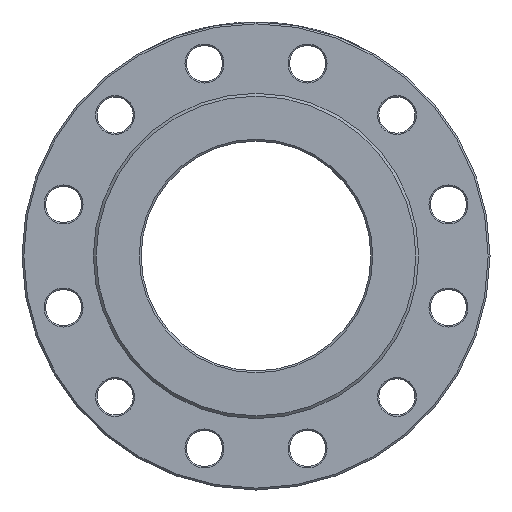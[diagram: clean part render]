
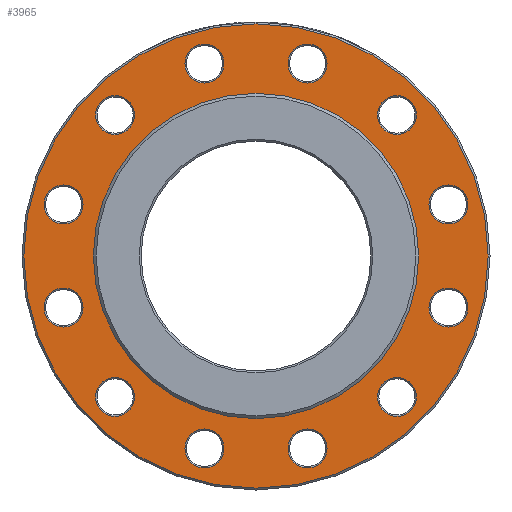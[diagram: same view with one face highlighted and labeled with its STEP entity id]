
A CAD part, left-side view. The second image highlights one B-rep face of the part: STEP entity #3965.
In plain terms, the highlighted planar face has unit normal (-1, 0, 0).
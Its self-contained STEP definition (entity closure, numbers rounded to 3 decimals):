
#17 = AXIS2_PLACEMENT_3D ( 'NONE', #5763, #4244, #4676 ) ;
#27 = VERTEX_POINT ( 'NONE', #1687 ) ;
#83 = CARTESIAN_POINT ( 'NONE',  ( 3., -152.028, 152.028 ) ) ;
#126 = FACE_BOUND ( 'NONE', #2656, .T. ) ;
#138 = CARTESIAN_POINT ( 'NONE',  ( 3., -76.646, -207.674 ) ) ;
#218 = CIRCLE ( 'NONE', #5644, 175.5 ) ;
#232 = DIRECTION ( 'NONE',  ( 0., 0., -1. ) ) ;
#294 = DIRECTION ( 'NONE',  ( 1., 0., 0. ) ) ;
#305 = FACE_BOUND ( 'NONE', #4791, .T. ) ;
#317 = VERTEX_POINT ( 'NONE', #2513 ) ;
#403 = EDGE_CURVE ( 'NONE', #6152, #6152, #3298, .T. ) ;
#415 = ORIENTED_EDGE ( 'NONE', *, *, #4965, .T. ) ;
#435 = AXIS2_PLACEMENT_3D ( 'NONE', #83, #4505, #5547 ) ;
#463 = EDGE_LOOP ( 'NONE', ( #2955 ) ) ;
#481 = CIRCLE ( 'NONE', #4530, 21. ) ;
#505 = DIRECTION ( 'NONE',  ( 1., 0., 0. ) ) ;
#549 = EDGE_CURVE ( 'NONE', #1185, #1185, #2829, .T. ) ;
#574 = CARTESIAN_POINT ( 'NONE',  ( 3., 76.646, 207.674 ) ) ;
#621 = DIRECTION ( 'NONE',  ( 0., 0., -1. ) ) ;
#771 = PLANE ( 'NONE',  #1378 ) ;
#781 = CIRCLE ( 'NONE', #6921, 21. ) ;
#794 = DIRECTION ( 'NONE',  ( 0., -1., 0. ) ) ;
#845 = CIRCLE ( 'NONE', #2117, 21. ) ;
#890 = CARTESIAN_POINT ( 'NONE',  ( 3., 0., 175.5 ) ) ;
#891 = CARTESIAN_POINT ( 'NONE',  ( 3., 152.028, -152.028 ) ) ;
#983 = EDGE_CURVE ( 'NONE', #5603, #5603, #3986, .T. ) ;
#1027 = EDGE_LOOP ( 'NONE', ( #5991 ) ) ;
#1099 = CIRCLE ( 'NONE', #6994, 21. ) ;
#1145 = CARTESIAN_POINT ( 'NONE',  ( 3., 37.46, -218.174 ) ) ;
#1185 = VERTEX_POINT ( 'NONE', #138 ) ;
#1211 = EDGE_LOOP ( 'NONE', ( #6473 ) ) ;
#1252 = EDGE_CURVE ( 'NONE', #27, #27, #2145, .T. ) ;
#1261 = VERTEX_POINT ( 'NONE', #574 ) ;
#1285 = CARTESIAN_POINT ( 'NONE',  ( 3., 175.5, 0. ) ) ;
#1297 = VERTEX_POINT ( 'NONE', #5167 ) ;
#1378 = AXIS2_PLACEMENT_3D ( 'NONE', #1285, #2461, #232 ) ;
#1409 = AXIS2_PLACEMENT_3D ( 'NONE', #6727, #6695, #7159 ) ;
#1545 = EDGE_LOOP ( 'NONE', ( #4239 ) ) ;
#1618 = CARTESIAN_POINT ( 'NONE',  ( 3., -207.674, 55.646 ) ) ;
#1687 = CARTESIAN_POINT ( 'NONE',  ( 3., 141.528, -170.214 ) ) ;
#1767 = DIRECTION ( 'NONE',  ( 0., 0., 1. ) ) ;
#1775 = ORIENTED_EDGE ( 'NONE', *, *, #1252, .T. ) ;
#1793 = AXIS2_PLACEMENT_3D ( 'NONE', #7011, #505, #2634 ) ;
#1794 = CARTESIAN_POINT ( 'NONE',  ( 3., 207.674, -76.646 ) ) ;
#1820 = EDGE_CURVE ( 'NONE', #1261, #1261, #1099, .T. ) ;
#1863 = EDGE_CURVE ( 'NONE', #6761, #6761, #5039, .T. ) ;
#1892 = CARTESIAN_POINT ( 'NONE',  ( 3., 170.214, 141.528 ) ) ;
#1900 = CARTESIAN_POINT ( 'NONE',  ( 3., 152.028, 152.028 ) ) ;
#1972 = DIRECTION ( 'NONE',  ( 1., 0., 0. ) ) ;
#2008 = CARTESIAN_POINT ( 'NONE',  ( 3., -55.646, -207.674 ) ) ;
#2083 = EDGE_CURVE ( 'NONE', #2854, #2854, #4302, .T. ) ;
#2117 = AXIS2_PLACEMENT_3D ( 'NONE', #4928, #6597, #621 ) ;
#2145 = CIRCLE ( 'NONE', #5847, 21. ) ;
#2193 = AXIS2_PLACEMENT_3D ( 'NONE', #2450, #294, #6557 ) ;
#2271 = VERTEX_POINT ( 'NONE', #1794 ) ;
#2379 = DIRECTION ( 'NONE',  ( 1., 0., 0. ) ) ;
#2394 = FACE_BOUND ( 'NONE', #6858, .T. ) ;
#2413 = DIRECTION ( 'NONE',  ( 0., 0.866, -0.5 ) ) ;
#2439 = VERTEX_POINT ( 'NONE', #1892 ) ;
#2450 = CARTESIAN_POINT ( 'NONE',  ( 3., -55.646, 207.674 ) ) ;
#2461 = DIRECTION ( 'NONE',  ( 1., 0., 0. ) ) ;
#2484 = AXIS2_PLACEMENT_3D ( 'NONE', #6267, #2379, #4126 ) ;
#2513 = CARTESIAN_POINT ( 'NONE',  ( 3., -207.674, 76.646 ) ) ;
#2586 = DIRECTION ( 'NONE',  ( 1., 0., 0. ) ) ;
#2609 = CARTESIAN_POINT ( 'NONE',  ( 3., -207.674, -55.646 ) ) ;
#2619 = EDGE_LOOP ( 'NONE', ( #3270 ) ) ;
#2634 = DIRECTION ( 'NONE',  ( 0., -0.866, 0.5 ) ) ;
#2656 = EDGE_LOOP ( 'NONE', ( #3790 ) ) ;
#2829 = CIRCLE ( 'NONE', #6409, 21. ) ;
#2854 = VERTEX_POINT ( 'NONE', #1145 ) ;
#2955 = ORIENTED_EDGE ( 'NONE', *, *, #6124, .T. ) ;
#3270 = ORIENTED_EDGE ( 'NONE', *, *, #2083, .T. ) ;
#3298 = CIRCLE ( 'NONE', #6301, 21. ) ;
#3300 = EDGE_CURVE ( 'NONE', #2271, #2271, #845, .T. ) ;
#3431 = ORIENTED_EDGE ( 'NONE', *, *, #5282, .F. ) ;
#3525 = FACE_OUTER_BOUND ( 'NONE', #3819, .T. ) ;
#3575 = VERTEX_POINT ( 'NONE', #5232 ) ;
#3652 = DIRECTION ( 'NONE',  ( 1., 0., 0. ) ) ;
#3790 = ORIENTED_EDGE ( 'NONE', *, *, #983, .T. ) ;
#3819 = EDGE_LOOP ( 'NONE', ( #3892 ) ) ;
#3832 = DIRECTION ( 'NONE',  ( 0., 0., 1. ) ) ;
#3892 = ORIENTED_EDGE ( 'NONE', *, *, #6660, .T. ) ;
#3938 = CARTESIAN_POINT ( 'NONE',  ( 3., -170.214, -141.528 ) ) ;
#3955 = ORIENTED_EDGE ( 'NONE', *, *, #403, .T. ) ;
#3965 = ADVANCED_FACE ( 'NONE', ( #126, #5081, #4546, #5516, #4936, #4035, #4613, #305, #4070, #5186, #6848, #2394, #3525, #6315 ), #771, .F. ) ;
#3986 = CIRCLE ( 'NONE', #2484, 21. ) ;
#4035 = FACE_BOUND ( 'NONE', #4293, .T. ) ;
#4070 = FACE_BOUND ( 'NONE', #1545, .T. ) ;
#4126 = DIRECTION ( 'NONE',  ( 0., 0.5, -0.866 ) ) ;
#4239 = ORIENTED_EDGE ( 'NONE', *, *, #549, .T. ) ;
#4244 = DIRECTION ( 'NONE',  ( -1., 0., 0. ) ) ;
#4259 = EDGE_LOOP ( 'NONE', ( #415 ) ) ;
#4293 = EDGE_LOOP ( 'NONE', ( #5664 ) ) ;
#4302 = CIRCLE ( 'NONE', #1409, 21. ) ;
#4505 = DIRECTION ( 'NONE',  ( 1., 0., 0. ) ) ;
#4530 = AXIS2_PLACEMENT_3D ( 'NONE', #1900, #3652, #2413 ) ;
#4546 = FACE_BOUND ( 'NONE', #1027, .T. ) ;
#4613 = FACE_BOUND ( 'NONE', #5301, .T. ) ;
#4676 = DIRECTION ( 'NONE',  ( 0., 0., -1. ) ) ;
#4688 = EDGE_LOOP ( 'NONE', ( #1775 ) ) ;
#4761 = DIRECTION ( 'NONE',  ( 0., -0.5, -0.866 ) ) ;
#4791 = EDGE_LOOP ( 'NONE', ( #5189 ) ) ;
#4815 = DIRECTION ( 'NONE',  ( 0., -0.5, 0.866 ) ) ;
#4928 = CARTESIAN_POINT ( 'NONE',  ( 3., 207.674, -55.646 ) ) ;
#4936 = FACE_BOUND ( 'NONE', #4259, .T. ) ;
#4965 = EDGE_CURVE ( 'NONE', #1297, #1297, #5751, .T. ) ;
#5032 = CARTESIAN_POINT ( 'NONE',  ( 3., 0., 0. ) ) ;
#5039 = CIRCLE ( 'NONE', #1793, 21. ) ;
#5059 = CARTESIAN_POINT ( 'NONE',  ( 3., 218.174, 37.46 ) ) ;
#5081 = FACE_BOUND ( 'NONE', #1211, .T. ) ;
#5167 = CARTESIAN_POINT ( 'NONE',  ( 3., -141.528, 170.214 ) ) ;
#5186 = FACE_BOUND ( 'NONE', #2619, .T. ) ;
#5189 = ORIENTED_EDGE ( 'NONE', *, *, #1863, .T. ) ;
#5198 = CARTESIAN_POINT ( 'NONE',  ( 3., -37.46, 218.174 ) ) ;
#5232 = CARTESIAN_POINT ( 'NONE',  ( 3., 0., -250.5 ) ) ;
#5282 = EDGE_CURVE ( 'NONE', #5710, #5710, #218, .T. ) ;
#5301 = EDGE_LOOP ( 'NONE', ( #3955 ) ) ;
#5362 = DIRECTION ( 'NONE',  ( 1., 0., 0. ) ) ;
#5437 = CIRCLE ( 'NONE', #2193, 21. ) ;
#5461 = DIRECTION ( 'NONE',  ( 0., 1., 0. ) ) ;
#5516 = FACE_BOUND ( 'NONE', #463, .T. ) ;
#5547 = DIRECTION ( 'NONE',  ( 0., 0.5, 0.866 ) ) ;
#5603 = VERTEX_POINT ( 'NONE', #5059 ) ;
#5644 = AXIS2_PLACEMENT_3D ( 'NONE', #5032, #6661, #1767 ) ;
#5664 = ORIENTED_EDGE ( 'NONE', *, *, #7086, .T. ) ;
#5710 = VERTEX_POINT ( 'NONE', #890 ) ;
#5751 = CIRCLE ( 'NONE', #435, 21. ) ;
#5763 = CARTESIAN_POINT ( 'NONE',  ( 3., 0., 0. ) ) ;
#5847 = AXIS2_PLACEMENT_3D ( 'NONE', #891, #2586, #4761 ) ;
#5967 = DIRECTION ( 'NONE',  ( 1., 0., 0. ) ) ;
#5991 = ORIENTED_EDGE ( 'NONE', *, *, #1820, .T. ) ;
#6028 = CIRCLE ( 'NONE', #17, 250.5 ) ;
#6124 = EDGE_CURVE ( 'NONE', #6932, #6932, #5437, .T. ) ;
#6152 = VERTEX_POINT ( 'NONE', #6654 ) ;
#6250 = ORIENTED_EDGE ( 'NONE', *, *, #3300, .T. ) ;
#6267 = CARTESIAN_POINT ( 'NONE',  ( 3., 207.674, 55.646 ) ) ;
#6301 = AXIS2_PLACEMENT_3D ( 'NONE', #2609, #5362, #4815 ) ;
#6315 = FACE_BOUND ( 'NONE', #6579, .T. ) ;
#6336 = EDGE_CURVE ( 'NONE', #2439, #2439, #481, .T. ) ;
#6409 = AXIS2_PLACEMENT_3D ( 'NONE', #2008, #1972, #794 ) ;
#6435 = DIRECTION ( 'NONE',  ( 1., 0., 0. ) ) ;
#6473 = ORIENTED_EDGE ( 'NONE', *, *, #6336, .T. ) ;
#6557 = DIRECTION ( 'NONE',  ( 0., 0.866, 0.5 ) ) ;
#6579 = EDGE_LOOP ( 'NONE', ( #3431 ) ) ;
#6597 = DIRECTION ( 'NONE',  ( 1., 0., 0. ) ) ;
#6654 = CARTESIAN_POINT ( 'NONE',  ( 3., -218.174, -37.46 ) ) ;
#6660 = EDGE_CURVE ( 'NONE', #3575, #3575, #6028, .T. ) ;
#6661 = DIRECTION ( 'NONE',  ( -1., 0., 0. ) ) ;
#6695 = DIRECTION ( 'NONE',  ( 1., 0., 0. ) ) ;
#6727 = CARTESIAN_POINT ( 'NONE',  ( 3., 55.646, -207.674 ) ) ;
#6761 = VERTEX_POINT ( 'NONE', #3938 ) ;
#6848 = FACE_BOUND ( 'NONE', #4688, .T. ) ;
#6858 = EDGE_LOOP ( 'NONE', ( #6250 ) ) ;
#6921 = AXIS2_PLACEMENT_3D ( 'NONE', #1618, #6435, #3832 ) ;
#6932 = VERTEX_POINT ( 'NONE', #5198 ) ;
#6975 = CARTESIAN_POINT ( 'NONE',  ( 3., 55.646, 207.674 ) ) ;
#6994 = AXIS2_PLACEMENT_3D ( 'NONE', #6975, #5967, #5461 ) ;
#7011 = CARTESIAN_POINT ( 'NONE',  ( 3., -152.028, -152.028 ) ) ;
#7086 = EDGE_CURVE ( 'NONE', #317, #317, #781, .T. ) ;
#7159 = DIRECTION ( 'NONE',  ( 0., -0.866, -0.5 ) ) ;
